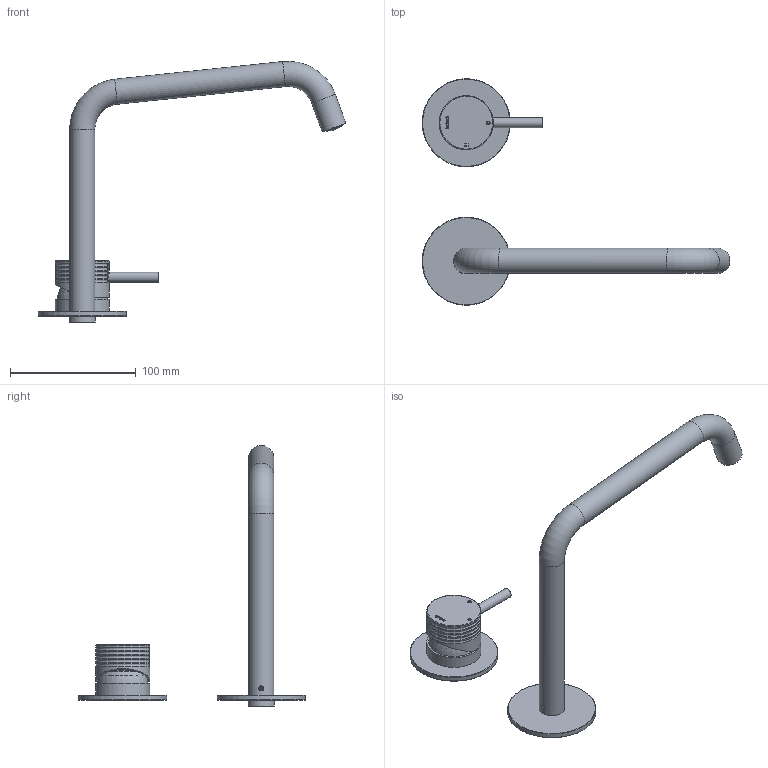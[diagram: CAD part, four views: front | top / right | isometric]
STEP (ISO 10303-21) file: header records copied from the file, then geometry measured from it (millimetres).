
FILE_DESCRIPTION(/* description */ ('Unknown'),/* implementation_level */ '2;1');
FILE_NAME(/* name */ 'AR023L-00 rel1',/* time_stamp */ '2023-12-11T08:53:41+01:00',/* author */ ('Unknown'),/* organization */ ('Unknown'),/* preprocessor_version */ 'ST-DEVELOPER v18.102',/* originating_system */ 'Solid Edge',/* authorisation */ 'Unknown');
FILE_SCHEMA (('AUTOMOTIVE_DESIGN {1 0 10303 214 3 1 1}'));
Length unit declared in the file: millimetre
Products named in the file (16): AR023L-00 rel1; AR031-04; AR023-005_oa_0; AR031-08; AR023-15; AR023-01_oa_1; AR023-02; AR023-04; CB003-002; CB003-002-1; CB003-002-2; CB003-002-3; CB003-002-4; AR023-001; AR023-03; AR004-08
Assembly tree (15 placements, depth 3):
  AR023L-00 rel1
    AR031-04
    AR023-005_oa_0
      AR031-08
      AR023-15
    AR023-01_oa_1
    AR023-02
    AR023-04
    CB003-002
      CB003-002-1
      CB003-002-2
      CB003-002-3
      CB003-002-4
    AR023-001
      AR023-03
      AR004-08
Bounding box: 244.4 x 180 x 207.57 mm (x, y, z)
Volume: 106352.4 mm3; surface area: 78993.9 mm2
Topology: 12 solids, 12 shells, 345 faces, 864 edges, 562 vertices
Faces by surface type: plane 174, cylinder 71, cone 52, torus 34, sphere 10, bspline 4
Full cylindrical faces by diameter (mm): 0.913 x1, 0.916 x1, 3.242 x1, 4 x1, 4.2 x1, 4.8 x1, 5.1 x1, 6 x1, 7.9 x1, 8.2 x1, 10 x1, 11.027 x2, 12.159 x1, 12.196 x1, 12.45 x1, 13.464 x1, 14.577 x1, 15 x3, 15.033 x1, 15.218 x1, 15.229 x1, 15.417 x2, 16 x1, 16.3 x1, 16.5 x2, 16.75 x1, 16.917 x1, 18 x1, 20 x3, 20.2 x1
Entity records: 11975 total; most frequent: CARTESIAN_POINT 2039, DIRECTION 1576, ORIENTED_EDGE 1350, EDGE_CURVE 675, AXIS2_PLACEMENT_3D 640, FACE_BOUND 516, EDGE_LOOP 511, VERTEX_POINT 509
